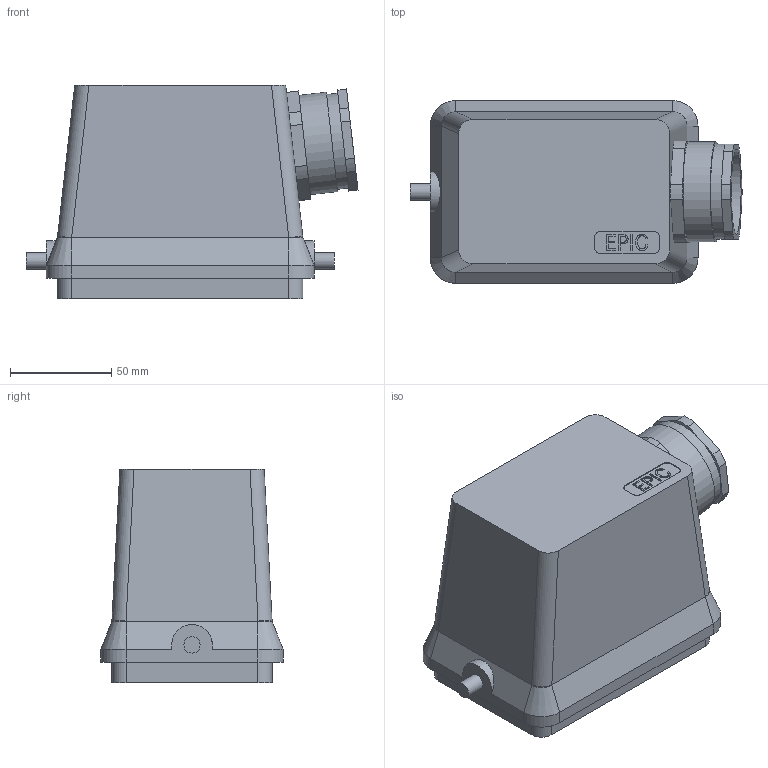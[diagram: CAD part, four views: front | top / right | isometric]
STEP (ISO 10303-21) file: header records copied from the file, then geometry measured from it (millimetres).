
FILE_DESCRIPTION( ( 'Unknown' ), '1' );
FILE_NAME( 'H_A_64_TS_36.stp', 'Unknown', ( 'Unknown' ), ( 'Unknown' ), 'PSStep 11.0', 'Unknown', ' ' );
FILE_SCHEMA( ( 'AUTOMOTIVE_DESIGN { 1 0 10303 214 1 1 1 1 }' ) );
Length unit declared in the file: millimetre
Products named in the file (1): 1
Bounding box: 163.65 x 90 x 105 mm (x, y, z)
Volume: 209533.9 mm3; surface area: 102818.9 mm2
Topology: 1 solids, 1 shells, 225 faces, 617 edges, 406 vertices
Faces by surface type: plane 158, cylinder 55, bspline 4, extrusion 4, cone 4
Full cylindrical faces by diameter (mm): 2.459 x16, 8 x2, 42 x1, 47 x1, 49.3 x1
Entity records: 9652 total; most frequent: CARTESIAN_POINT 2232, ORIENTED_EDGE 1170, DIRECTION 1084, EDGE_CURVE 585, VECTOR 410, LINE 406, VERTEX_POINT 395, AXIS2_PLACEMENT_3D 337
